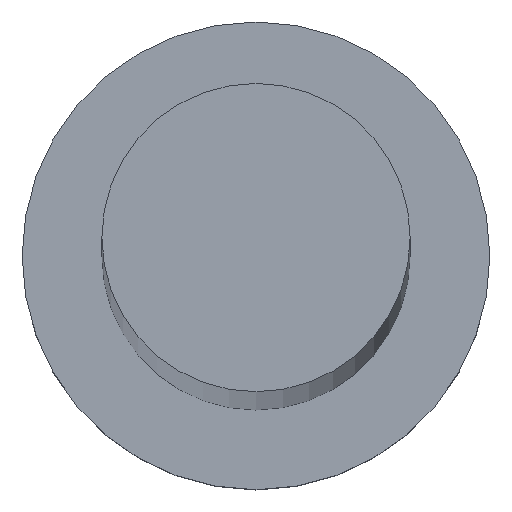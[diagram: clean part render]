
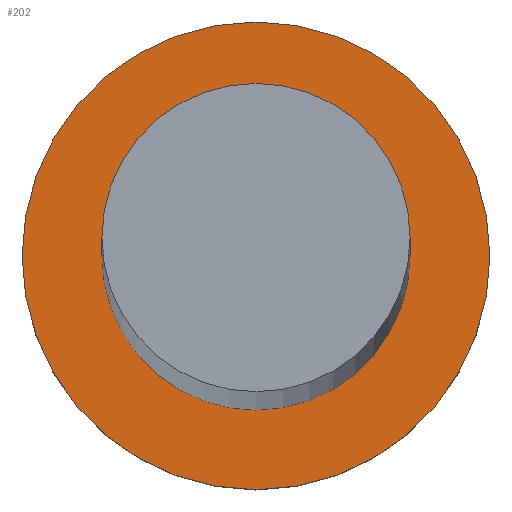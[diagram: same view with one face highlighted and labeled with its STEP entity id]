
A CAD part, top view. The second image highlights one B-rep face of the part: STEP entity #202.
In plain terms, the highlighted planar face has unit normal (0, 0, 1).
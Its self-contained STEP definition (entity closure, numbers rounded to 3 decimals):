
#6 = CIRCLE ( 'NONE', #59, 11. ) ;
#7 = ORIENTED_EDGE ( 'NONE', *, *, #104, .T. ) ;
#8 = DIRECTION ( 'NONE',  ( 1., 0., 0. ) ) ;
#10 = VERTEX_POINT ( 'NONE', #136 ) ;
#12 = CIRCLE ( 'NONE', #245, 7.25 ) ;
#31 = EDGE_CURVE ( 'NONE', #82, #54, #12, .T. ) ;
#36 = CARTESIAN_POINT ( 'NONE',  ( 7.25, 0., 7. ) ) ;
#37 = DIRECTION ( 'NONE',  ( 0., 0., 1. ) ) ;
#50 = DIRECTION ( 'NONE',  ( 0., 0., 1. ) ) ;
#54 = VERTEX_POINT ( 'NONE', #236 ) ;
#59 = AXIS2_PLACEMENT_3D ( 'NONE', #194, #231, #86 ) ;
#67 = AXIS2_PLACEMENT_3D ( 'NONE', #150, #216, #8 ) ;
#79 = CIRCLE ( 'NONE', #189, 11. ) ;
#82 = VERTEX_POINT ( 'NONE', #36 ) ;
#85 = ORIENTED_EDGE ( 'NONE', *, *, #226, .T. ) ;
#86 = DIRECTION ( 'NONE',  ( 1., 0., 0. ) ) ;
#104 = EDGE_CURVE ( 'NONE', #10, #227, #79, .T. ) ;
#107 = FACE_BOUND ( 'NONE', #146, .T. ) ;
#109 = DIRECTION ( 'NONE',  ( 1., 0., 0. ) ) ;
#110 = CARTESIAN_POINT ( 'NONE',  ( -11., 0., 7. ) ) ;
#133 = FACE_OUTER_BOUND ( 'NONE', #173, .T. ) ;
#136 = CARTESIAN_POINT ( 'NONE',  ( 11., 0., 7. ) ) ;
#146 = EDGE_LOOP ( 'NONE', ( #208, #204 ) ) ;
#150 = CARTESIAN_POINT ( 'NONE',  ( 0., 0., 7. ) ) ;
#156 = DIRECTION ( 'NONE',  ( 1., 0., 0. ) ) ;
#160 = CARTESIAN_POINT ( 'NONE',  ( 0., 0., 7. ) ) ;
#173 = EDGE_LOOP ( 'NONE', ( #85, #7 ) ) ;
#176 = AXIS2_PLACEMENT_3D ( 'NONE', #213, #50, #109 ) ;
#181 = CARTESIAN_POINT ( 'NONE',  ( 0., 0., 7. ) ) ;
#189 = AXIS2_PLACEMENT_3D ( 'NONE', #160, #197, #240 ) ;
#191 = CIRCLE ( 'NONE', #176, 7.25 ) ;
#194 = CARTESIAN_POINT ( 'NONE',  ( 0., 0., 7. ) ) ;
#195 = EDGE_CURVE ( 'NONE', #54, #82, #191, .T. ) ;
#196 = PLANE ( 'NONE',  #67 ) ;
#197 = DIRECTION ( 'NONE',  ( 0., 0., 1. ) ) ;
#202 = ADVANCED_FACE ( 'NONE', ( #107, #133 ), #196, .T. ) ;
#204 = ORIENTED_EDGE ( 'NONE', *, *, #31, .F. ) ;
#208 = ORIENTED_EDGE ( 'NONE', *, *, #195, .F. ) ;
#213 = CARTESIAN_POINT ( 'NONE',  ( 0., 0., 7. ) ) ;
#216 = DIRECTION ( 'NONE',  ( 0., 0., 1. ) ) ;
#226 = EDGE_CURVE ( 'NONE', #227, #10, #6, .T. ) ;
#227 = VERTEX_POINT ( 'NONE', #110 ) ;
#231 = DIRECTION ( 'NONE',  ( 0., 0., 1. ) ) ;
#236 = CARTESIAN_POINT ( 'NONE',  ( -7.25, 0., 7. ) ) ;
#240 = DIRECTION ( 'NONE',  ( 1., 0., 0. ) ) ;
#245 = AXIS2_PLACEMENT_3D ( 'NONE', #181, #37, #156 ) ;
